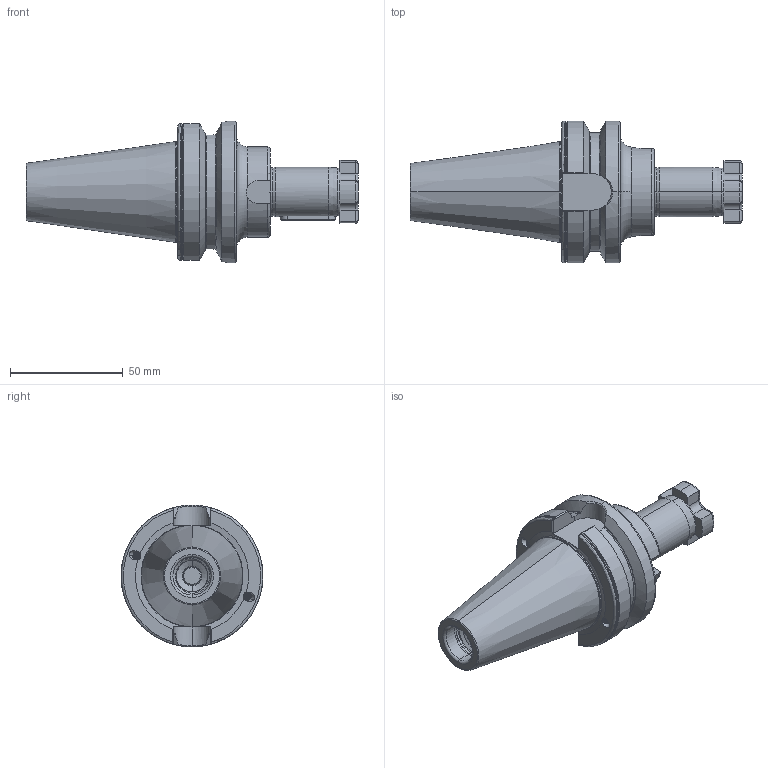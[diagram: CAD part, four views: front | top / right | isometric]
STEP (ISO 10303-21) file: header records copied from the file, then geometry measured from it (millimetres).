
FILE_DESCRIPTION (( 'STEP AP203' ), '1' );
FILE_NAME ('DC.406.10.22.STEP', '2017-10-18T03:44:35', ( '' ), ( '' ), 'SwSTEP 2.0', 'SolidWorks 2012', '' );
FILE_SCHEMA (( 'CONFIG_CONTROL_DESIGN' ));
Length unit declared in the file: millimetre
Products named in the file (4): DC.406.10.22; 十字螺絲FMB22; SC22用鍵_6x6x25L
Assembly tree (3 placements, depth 2):
  DC.406.10.22
    DC.406.10.22
    SC22用鍵_6x6x25L
    十字螺絲FMB22
Bounding box: 147.4 x 63 x 63 mm (x, y, z)
Volume: 151971.8 mm3; surface area: 33495.3 mm2
Topology: 3 solids, 3 shells, 355 faces, 953 edges, 604 vertices
Faces by surface type: cylinder 178, plane 61, torus 52, cone 42, bspline 22
Entity records: 21850 total; most frequent: CARTESIAN_POINT 13563, ORIENTED_EDGE 1906, DIRECTION 1432, EDGE_CURVE 953, VERTEX_POINT 604, AXIS2_PLACEMENT_3D 562, EDGE_LOOP 363, ADVANCED_FACE 355
